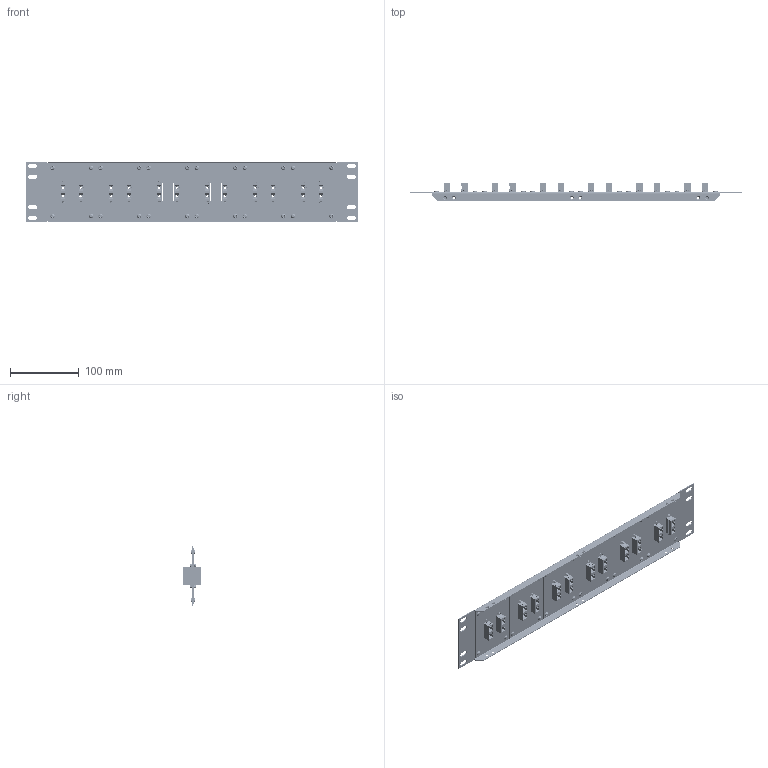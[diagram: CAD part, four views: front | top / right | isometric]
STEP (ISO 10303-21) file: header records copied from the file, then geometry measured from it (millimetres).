
FILE_DESCRIPTION (( 'STEP AP214' ), '1' );
FILE_NAME ('UPR35-12DSCB.STEP', '2017-05-26T18:02:46', ( 'L-Com' ), ( 'L-Com Global Connectivity' ), 'SwSTEP 2.0', 'SolidWorks 2014', '' );
FILE_SCHEMA (( 'AUTOMOTIVE_DESIGN' ));
Length unit declared in the file: inch
Products named in the file (10): UPR35-12DSCB; Pan head phillips_6-32 x .187 PAN HEAD SCREW; USP2FOPT-DSCB_NO HARDWARE; 92146A003; 90730A003_90730A003; 91794A078_91794A078; FOA-005; 1AR17-009; UPR35-6B-MA1
Assembly tree (47 placements, depth 4):
  UPR35-12DSCB
    UPR35-6B-MA1
    USP2FOPT-DSCB_NO HARDWARE  x6
      1AR17-009
      FOA-005
        FOA-005
      91794A078_91794A078
      90730A003_90730A003
      92146A003
    Pan head phillips_6-32 x .187 PAN HEAD SCREW  x24
Bounding box: 482.6 x 27.43 x 88.39 mm (x, y, z)
Volume: 126046.7 mm3; surface area: 203992.3 mm2
Topology: 115 solids, 115 shells, 7058 faces, 18296 edges, 11792 vertices
Faces by surface type: plane 3642, cylinder 2072, cone 984, torus 144, bspline 120, sphere 96
Entity records: 33440 total; most frequent: CARTESIAN_POINT 7557, ORIENTED_EDGE 4380, DIRECTION 4126, EDGE_CURVE 2190, VECTOR 1482, LINE 1482, VERTEX_POINT 1434, AXIS2_PLACEMENT_3D 1322
